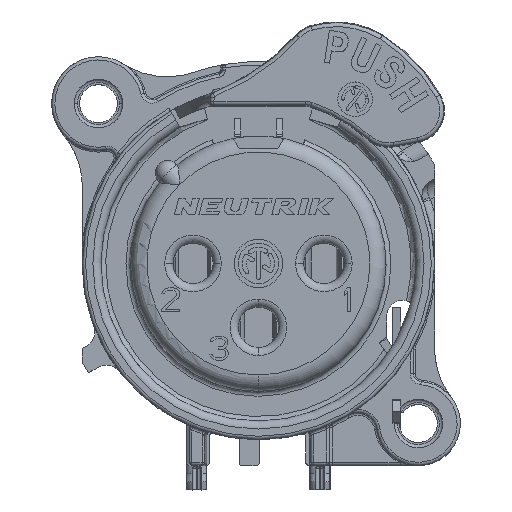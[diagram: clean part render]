
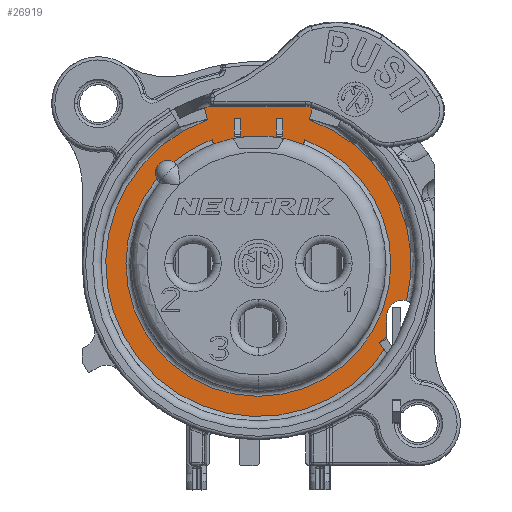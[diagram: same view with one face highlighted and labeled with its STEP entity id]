
A CAD part, top view. The second image highlights one B-rep face of the part: STEP entity #26919.
In plain terms, the highlighted planar face has unit normal (0, 0, 1).
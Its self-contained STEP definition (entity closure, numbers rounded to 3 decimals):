
#29=CARTESIAN_POINT('',(0.,0.,-4.8));
#30=DIRECTION('',(0.,0.,1.));
#31=DIRECTION('',(0.353,0.936,0.));
#32=AXIS2_PLACEMENT_3D('',#29,#30,#31);
#220=DIRECTION('',(0.24,0.971,0.));
#221=VECTOR('',#220,0.302);
#222=CARTESIAN_POINT('',(2.787,7.392,-4.8));
#223=LINE('',#222,#221);
#1794=CARTESIAN_POINT('',(0.,0.,-4.8));
#1795=DIRECTION('',(0.,0.,-1.));
#1796=DIRECTION('',(-0.643,0.766,0.));
#1797=AXIS2_PLACEMENT_3D('',#1794,#1795,#1796);
#1861=CARTESIAN_POINT('',(0.,0.,-4.8));
#1862=DIRECTION('',(0.,0.,1.));
#1863=DIRECTION('',(-0.766,0.643,0.));
#1864=AXIS2_PLACEMENT_3D('',#1861,#1862,#1863);
#1866=CARTESIAN_POINT('',(-5.621,5.621,-4.8));
#1867=DIRECTION('',(0.,0.,-1.));
#1868=DIRECTION('',(-0.882,-0.47,0.));
#1869=AXIS2_PLACEMENT_3D('',#1866,#1867,#1868);
#1871=CARTESIAN_POINT('',(0.,0.,-4.8));
#1872=DIRECTION('',(0.,0.,-1.));
#1873=DIRECTION('',(0.334,0.942,0.));
#1874=AXIS2_PLACEMENT_3D('',#1871,#1872,#1873);
#1876=CARTESIAN_POINT('',(7.94,-3.285,-4.8));
#1877=CARTESIAN_POINT('',(7.94,-3.178,-4.8));
#1878=CARTESIAN_POINT('',(7.97,-3.002,-4.8));
#1879=CARTESIAN_POINT('',(8.084,-2.722,-4.8));
#1880=CARTESIAN_POINT('',(8.301,-2.466,-4.8));
#1881=CARTESIAN_POINT('',(8.593,-2.307,-4.8));
#1882=CARTESIAN_POINT('',(8.888,-2.257,-4.8));
#1883=CARTESIAN_POINT('',(9.064,-2.268,-4.8));
#1884=CARTESIAN_POINT('',(9.167,-2.294,-4.8));
#1886=DIRECTION('',(0.,1.,0.));
#1887=VECTOR('',#1886,1.839);
#1888=CARTESIAN_POINT('',(7.94,-5.124,-4.8));
#1889=LINE('',#1888,#1887);
#1898=DIRECTION('',(0.24,-0.971,0.));
#1899=VECTOR('',#1898,0.302);
#1900=CARTESIAN_POINT('',(-2.859,7.685,-4.8));
#1901=LINE('',#1900,#1899);
#10256=CARTESIAN_POINT('',(3.161,8.906,-4.8));
#10257=CARTESIAN_POINT('',(3.165,8.922,-4.8));
#10258=CARTESIAN_POINT('',(3.169,8.94,
-4.798));
#10259=CARTESIAN_POINT('',(3.173,8.956,
-4.798));
#10291=CARTESIAN_POINT('',(-3.173,8.954,
-4.798));
#10292=CARTESIAN_POINT('',(-3.169,8.938,
-4.798));
#10293=CARTESIAN_POINT('',(-3.165,8.922,-4.8));
#10294=CARTESIAN_POINT('',(-3.161,8.906,-4.8));
#10296=CARTESIAN_POINT('',(0.,0.,-4.8));
#10297=DIRECTION('',(0.,0.,1.));
#10298=DIRECTION('',(-0.334,0.942,0.));
#10299=AXIS2_PLACEMENT_3D('',#10296,#10297,#10298);
#10310=CARTESIAN_POINT('',(7.94,-5.124,-4.8));
#10339=DIRECTION('',(0.24,0.971,-0.003));
#10340=VECTOR('',#10339,0.702);
#10341=CARTESIAN_POINT('',(3.173,8.956,
-4.798));
#10342=LINE('',#10341,#10340);
#10360=CARTESIAN_POINT('',(0.,0.,-4.8));
#10361=DIRECTION('',(0.,0.,1.));
#10362=DIRECTION('',(0.328,0.945,0.));
#10363=AXIS2_PLACEMENT_3D('',#10360,#10361,#10362);
#10476=CARTESIAN_POINT('',(0.,0.,-4.8));
#10477=DIRECTION('',(0.,0.,1.));
#10478=DIRECTION('',(-0.316,0.949,0.));
#10479=AXIS2_PLACEMENT_3D('',#10476,#10477,#10478);
#12855=DIRECTION('',(0.24,-0.971,0.003));
#12856=VECTOR('',#12855,0.703);
#12857=CARTESIAN_POINT('',(-3.342,9.637,-4.8));
#12858=LINE('',#12857,#12856);
#13092=CARTESIAN_POINT('',(2.903,8.73,-4.8));
#13093=DIRECTION('',(0.,0.,1.));
#13094=DIRECTION('',(0.316,0.949,0.));
#13095=AXIS2_PLACEMENT_3D('',#13092,#13093,#13094);
#13097=DIRECTION('',(1.,0.,0.));
#13098=VECTOR('',#13097,5.806);
#13099=CARTESIAN_POINT('',(-2.903,9.73,-4.8));
#13100=LINE('',#13099,#13098);
#13109=CARTESIAN_POINT('',(-2.903,8.73,-4.8));
#13110=DIRECTION('',(0.,0.,-1.));
#13111=DIRECTION('',(-0.316,0.949,0.));
#13112=AXIS2_PLACEMENT_3D('',#13109,#13110,#13111);
#20042=CARTESIAN_POINT('',(-6.283,5.269,-4.8));
#20043=CARTESIAN_POINT('',(-5.269,6.283,-4.8));
#20044=VERTEX_POINT('',#20042);
#20045=VERTEX_POINT('',#20043);
#22403=VERTEX_POINT('',#10310);
#22562=CARTESIAN_POINT('',(7.94,-3.285,-4.8));
#22564=VERTEX_POINT('',#22562);
#22570=VERTEX_POINT('',#1884);
#24244=CARTESIAN_POINT('',(2.787,7.392,-4.8));
#24245=CARTESIAN_POINT('',(-2.787,7.392,-4.8));
#24246=VERTEX_POINT('',#24244);
#24247=VERTEX_POINT('',#24245);
#24354=CARTESIAN_POINT('',(2.859,7.685,-4.8));
#24355=VERTEX_POINT('',#24354);
#24356=VERTEX_POINT('',#10256);
#24357=VERTEX_POINT('',#10259);
#24366=VERTEX_POINT('',#10291);
#24367=VERTEX_POINT('',#10294);
#24368=CARTESIAN_POINT('',(-2.859,7.685,-4.8));
#24369=VERTEX_POINT('',#24368);
#24531=CARTESIAN_POINT('',(-2.903,9.73,-4.8));
#24532=CARTESIAN_POINT('',(2.903,9.73,-4.8));
#24533=VERTEX_POINT('',#24531);
#24534=VERTEX_POINT('',#24532);
#24535=CARTESIAN_POINT('',(3.218,9.679,-4.8));
#24536=VERTEX_POINT('',#24535);
#24537=CARTESIAN_POINT('',(-3.218,9.679,-4.8));
#24538=VERTEX_POINT('',#24537);
#24581=CARTESIAN_POINT('',(-3.342,9.637,-4.8));
#24582=VERTEX_POINT('',#24581);
#24583=CARTESIAN_POINT('',(3.342,9.637,-4.8));
#24584=VERTEX_POINT('',#24583);
#26876=CARTESIAN_POINT('',(0.,0.,-4.8));
#26877=DIRECTION('',(0.,0.,1.));
#26878=DIRECTION('',(0.,-1.,0.));
#26879=AXIS2_PLACEMENT_3D('',#26876,#26877,#26878);
#26880=PLANE('',#26879);
#26882=ORIENTED_EDGE('',*,*,#26881,.F.);
#26884=ORIENTED_EDGE('',*,*,#26883,.F.);
#26886=ORIENTED_EDGE('',*,*,#26885,.T.);
#26888=ORIENTED_EDGE('',*,*,#26887,.T.);
#26890=ORIENTED_EDGE('',*,*,#26889,.F.);
#26892=ORIENTED_EDGE('',*,*,#26891,.F.);
#26894=ORIENTED_EDGE('',*,*,#26893,.F.);
#26896=ORIENTED_EDGE('',*,*,#26895,.F.);
#26898=ORIENTED_EDGE('',*,*,#26897,.T.);
#26900=ORIENTED_EDGE('',*,*,#26899,.F.);
#26902=ORIENTED_EDGE('',*,*,#26901,.F.);
#26904=ORIENTED_EDGE('',*,*,#26903,.F.);
#26906=ORIENTED_EDGE('',*,*,#26905,.F.);
#26907=EDGE_LOOP('',(#26882,#26884,#26886,#26888,#26890,#26892,#26894,#26896,
#26898,#26900,#26902,#26904,#26906));
#26908=FACE_OUTER_BOUND('',#26907,.F.);
#26909=ORIENTED_EDGE('',*,*,#26866,.T.);
#26910=ORIENTED_EDGE('',*,*,#25002,.F.);
#26911=ORIENTED_EDGE('',*,*,#24718,.T.);
#26913=ORIENTED_EDGE('',*,*,#26912,.F.);
#26914=ORIENTED_EDGE('',*,*,#26849,.F.);
#26916=ORIENTED_EDGE('',*,*,#26915,.F.);
#26917=EDGE_LOOP('',(#26909,#26910,#26911,#26913,#26914,#26916));
#26918=FACE_BOUND('',#26917,.F.);
#26919=ADVANCED_FACE('',(#26908,#26918),#26880,.T.);
#33=CIRCLE('',#32,7.9);
#1798=CIRCLE('',#1797,8.2);
#1865=CIRCLE('',#1864,8.2);
#1870=CIRCLE('',#1869,0.75);
#1875=CIRCLE('',#1874,9.45);
#1885=B_SPLINE_CURVE_WITH_KNOTS('',3,(#1876,#1877,#1878,#1879,#1880,#1881,#1882,
#1883,#1884),.UNSPECIFIED.,.F.,.F.,(4,1,1,1,1,1,4),(0.,0.125,0.25,0.5,
0.75,0.875,1.),.UNSPECIFIED.);
#10260=B_SPLINE_CURVE_WITH_KNOTS('',3,(#10256,#10257,#10258,#10259),
.UNSPECIFIED.,.F.,.F.,(4,4),(0.,1.),.UNSPECIFIED.);
#10295=B_SPLINE_CURVE_WITH_KNOTS('',3,(#10291,#10292,#10293,#10294),
.UNSPECIFIED.,.F.,.F.,(4,4),(0.,1.),.UNSPECIFIED.);
#10300=CIRCLE('',#10299,9.45);
#10364=CIRCLE('',#10363,10.2);
#10480=CIRCLE('',#10479,10.2);
#13096=CIRCLE('',#13095,1.);
#13113=CIRCLE('',#13112,1.);
#24718=EDGE_CURVE('',#24246,#24247,#33,.T.);
#25002=EDGE_CURVE('',#24246,#24355,#223,.T.);
#26849=EDGE_CURVE('',#20045,#24369,#1798,.T.);
#26866=EDGE_CURVE('',#20044,#24355,#1865,.T.);
#26881=EDGE_CURVE('',#24582,#24366,#12858,.T.);
#26883=EDGE_CURVE('',#24538,#24582,#10480,.T.);
#26885=EDGE_CURVE('',#24538,#24533,#13113,.T.);
#26887=EDGE_CURVE('',#24533,#24534,#13100,.T.);
#26889=EDGE_CURVE('',#24536,#24534,#13096,.T.);
#26891=EDGE_CURVE('',#24584,#24536,#10364,.T.);
#26893=EDGE_CURVE('',#24357,#24584,#10342,.T.);
#26895=EDGE_CURVE('',#24356,#24357,#10260,.T.);
#26897=EDGE_CURVE('',#24356,#22570,#1875,.T.);
#26899=EDGE_CURVE('',#22564,#22570,#1885,.T.);
#26901=EDGE_CURVE('',#22403,#22564,#1889,.T.);
#26903=EDGE_CURVE('',#24367,#22403,#10300,.T.);
#26905=EDGE_CURVE('',#24366,#24367,#10295,.T.);
#26912=EDGE_CURVE('',#24369,#24247,#1901,.T.);
#26915=EDGE_CURVE('',#20044,#20045,#1870,.T.);
